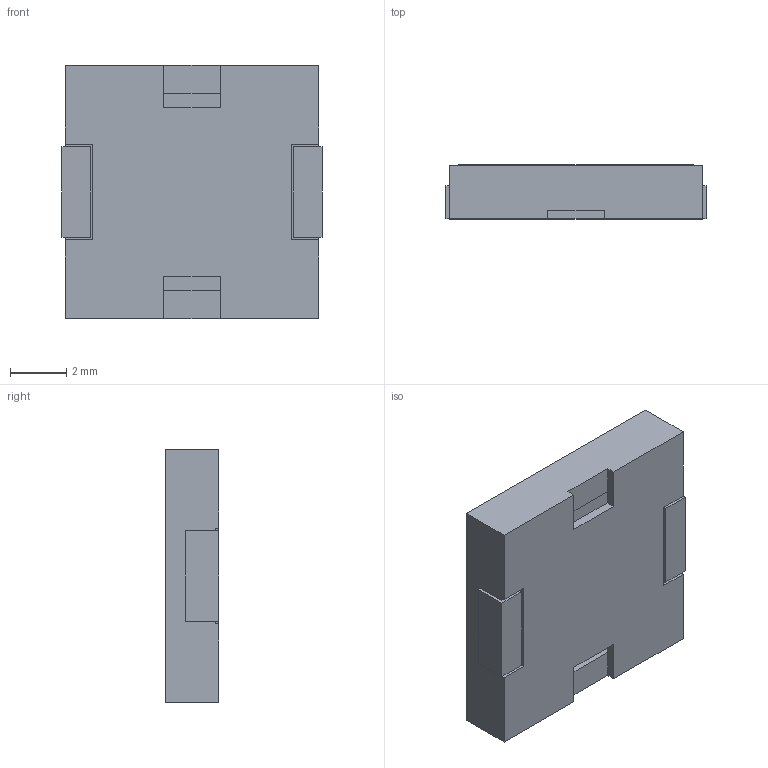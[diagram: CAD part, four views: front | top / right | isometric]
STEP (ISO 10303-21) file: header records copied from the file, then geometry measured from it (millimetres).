
FILE_DESCRIPTION (( 'STEP AP214' ), '1' );
FILE_NAME ('CUI_DEVICES_CPT-9019S-SMT-TR.step', '2019-10-20T21:39:41', ( '' ), ( '' ), 'SwSTEP 2.0', 'SolidWorks 2019', '' );
FILE_SCHEMA (( 'AUTOMOTIVE_DESIGN' ));
Length unit declared in the file: inch
Products named in the file (1): CUI_DEVICES_CPT-9019S-SMT-TR
Bounding box: 9.24 x 1.91 x 9 mm (x, y, z)
Volume: 82.9 mm3; surface area: 414.6 mm2
Topology: 1 solids, 1 shells, 75 faces, 224 edges, 148 vertices
Faces by surface type: plane 71, cylinder 4
Entity records: 3141 total; most frequent: CARTESIAN_POINT 448, ORIENTED_EDGE 448, DIRECTION 384, EDGE_CURVE 224, LINE 216, VECTOR 216, VERTEX_POINT 148, AXIS2_PLACEMENT_3D 84
